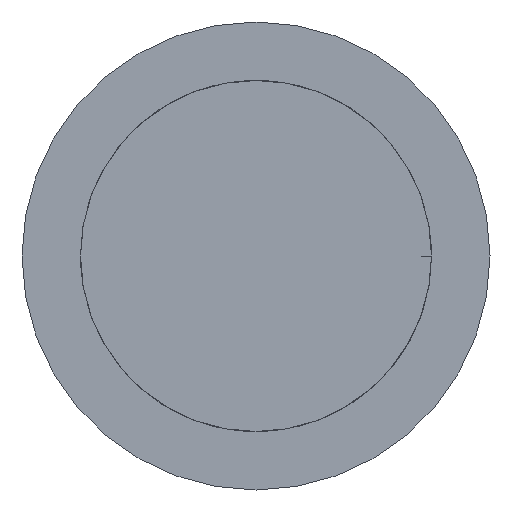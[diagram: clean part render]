
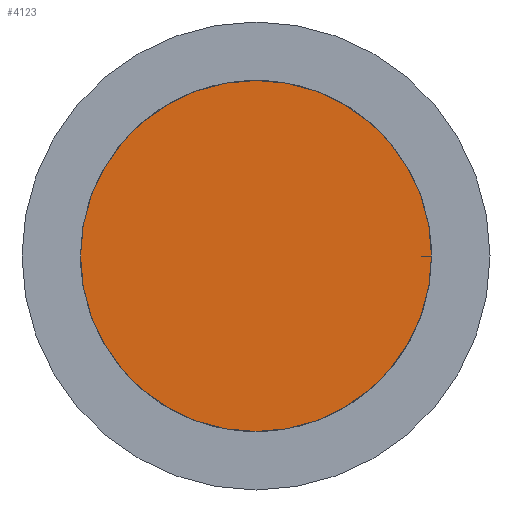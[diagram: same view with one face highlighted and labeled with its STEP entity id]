
A CAD part, front view. The second image highlights one B-rep face of the part: STEP entity #4123.
In plain terms, the highlighted planar face has unit normal (0, -1, 0).
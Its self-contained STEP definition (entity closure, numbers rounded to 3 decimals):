
#255 = AXIS2_PLACEMENT_3D ( 'NONE', #3894, #2439, #1051 ) ;
#377 = DIRECTION ( 'NONE',  ( 0., 1., 0. ) ) ;
#465 = CARTESIAN_POINT ( 'NONE',  ( -0.391, -4.192, 0. ) ) ;
#562 = EDGE_CURVE ( 'NONE', #2840, #3110, #4292, .T. ) ;
#689 = FACE_OUTER_BOUND ( 'NONE', #759, .T. ) ;
#759 = EDGE_LOOP ( 'NONE', ( #4143, #4428 ) ) ;
#1051 = DIRECTION ( 'NONE',  ( -1., 0., 0. ) ) ;
#1650 = CIRCLE ( 'NONE', #2721, 0.75 ) ;
#1810 = DIRECTION ( 'NONE',  ( 1., 0., 0. ) ) ;
#1918 = DIRECTION ( 'NONE',  ( -1., 0., 0. ) ) ;
#2180 = CARTESIAN_POINT ( 'NONE',  ( -1.141, -4.192, 0. ) ) ;
#2439 = DIRECTION ( 'NONE',  ( 0., 1., 0. ) ) ;
#2486 = PLANE ( 'NONE',  #3189 ) ;
#2721 = AXIS2_PLACEMENT_3D ( 'NONE', #465, #377, #1918 ) ;
#2840 = VERTEX_POINT ( 'NONE', #2180 ) ;
#2938 = CARTESIAN_POINT ( 'NONE',  ( -0.391, -4.192, 0. ) ) ;
#3007 = CARTESIAN_POINT ( 'NONE',  ( 0.359, -4.192, 0. ) ) ;
#3110 = VERTEX_POINT ( 'NONE', #3007 ) ;
#3189 = AXIS2_PLACEMENT_3D ( 'NONE', #2938, #4694, #1810 ) ;
#3894 = CARTESIAN_POINT ( 'NONE',  ( -0.391, -4.192, 0. ) ) ;
#3980 = EDGE_CURVE ( 'NONE', #3110, #2840, #1650, .T. ) ;
#4123 = ADVANCED_FACE ( 'NONE', ( #689 ), #2486, .T. ) ;
#4143 = ORIENTED_EDGE ( 'NONE', *, *, #3980, .F. ) ;
#4292 = CIRCLE ( 'NONE', #255, 0.75 ) ;
#4428 = ORIENTED_EDGE ( 'NONE', *, *, #562, .F. ) ;
#4694 = DIRECTION ( 'NONE',  ( 0., -1., 0. ) ) ;
